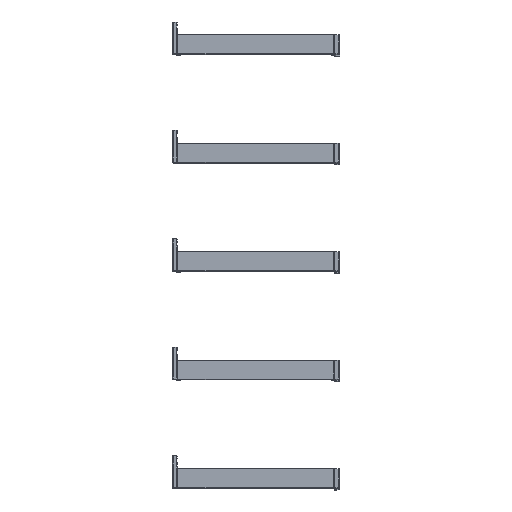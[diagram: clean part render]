
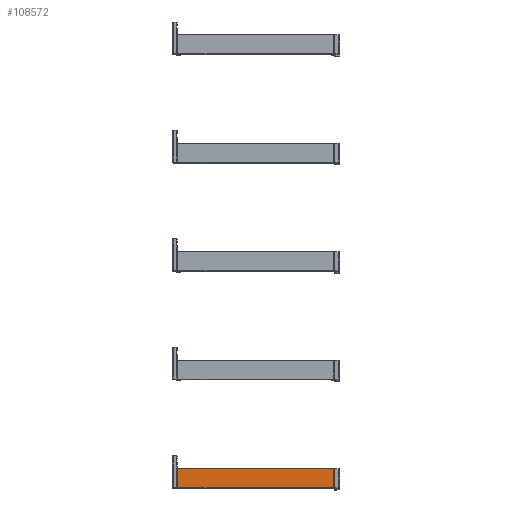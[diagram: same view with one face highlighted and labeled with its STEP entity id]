
A CAD part, left-side view. The second image highlights one B-rep face of the part: STEP entity #108572.
In plain terms, the highlighted planar face has unit normal (-1, 0, 0).
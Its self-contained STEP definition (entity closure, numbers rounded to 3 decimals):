
#1880=PLANE('',#115669);
#6127=FACE_OUTER_BOUND('',#12509,.T.);
#12509=EDGE_LOOP('',(#78636,#78637,#78638,#78639,#78640,#78641));
#19525=LINE('',#160932,#31255);
#19529=LINE('',#160942,#31259);
#20640=LINE('',#165993,#32370);
#20641=LINE('',#165996,#32371);
#31255=VECTOR('',#127591,10.);
#31259=VECTOR('',#127601,10.);
#32370=VECTOR('',#129982,10.);
#32371=VECTOR('',#129985,10.);
#42683=CIRCLE('',#115670,2.5);
#42684=CIRCLE('',#115671,2.5);
#47099=VERTEX_POINT('',#160929);
#47100=VERTEX_POINT('',#160931);
#47103=VERTEX_POINT('',#160940);
#48028=VERTEX_POINT('',#165991);
#48029=VERTEX_POINT('',#165992);
#48030=VERTEX_POINT('',#165995);
#58172=EDGE_CURVE('',#47100,#47099,#19525,.T.);
#58178=EDGE_CURVE('',#47103,#47099,#19529,.T.);
#59537=EDGE_CURVE('',#48028,#48029,#20640,.T.);
#59538=EDGE_CURVE('',#47100,#48029,#42683,.T.);
#59539=EDGE_CURVE('',#47103,#48030,#20641,.T.);
#59540=EDGE_CURVE('',#48028,#48030,#42684,.T.);
#78636=ORIENTED_EDGE('',*,*,#59537,.T.);
#78637=ORIENTED_EDGE('',*,*,#59538,.F.);
#78638=ORIENTED_EDGE('',*,*,#58172,.T.);
#78639=ORIENTED_EDGE('',*,*,#58178,.F.);
#78640=ORIENTED_EDGE('',*,*,#59539,.T.);
#78641=ORIENTED_EDGE('',*,*,#59540,.F.);
#108572=ADVANCED_FACE('',(#6127),#1880,.F.);
#115669=AXIS2_PLACEMENT_3D('',#165990,#129980,#129981);
#115670=AXIS2_PLACEMENT_3D('',#165994,#129983,#129984);
#115671=AXIS2_PLACEMENT_3D('',#165997,#129986,#129987);
#127591=DIRECTION('',(0.,0.,-1.));
#127601=DIRECTION('',(0.,1.,0.));
#129980=DIRECTION('center_axis',(1.,0.,0.));
#129981=DIRECTION('ref_axis',(0.,0.,
-1.));
#129982=DIRECTION('',(0.,1.,0.));
#129983=DIRECTION('center_axis',(1.,0.,0.));
#129984=DIRECTION('ref_axis',(0.,0.707,0.707));
#129985=DIRECTION('',(0.,0.,1.));
#129986=DIRECTION('center_axis',(1.,0.,0.));
#129987=DIRECTION('ref_axis',(0.,-0.707,0.707));
#160929=CARTESIAN_POINT('',(-175.,446.3,4.95));
#160931=CARTESIAN_POINT('',(-175.,446.3,54.95));
#160932=CARTESIAN_POINT('',(-175.,446.3,16.125));
#160940=CARTESIAN_POINT('',(-175.,15.2,4.95));
#160942=CARTESIAN_POINT('',(-175.,230.75,4.95));
#165990=CARTESIAN_POINT('Origin',(-175.,230.75,29.8));
#165991=CARTESIAN_POINT('',(-175.,17.7,57.45));
#165992=CARTESIAN_POINT('',(-175.,443.8,57.45));
#165993=CARTESIAN_POINT('',(-175.,0.,57.45));
#165994=CARTESIAN_POINT('Origin',(-175.,443.8,54.95));
#165995=CARTESIAN_POINT('',(-175.,15.2,54.95));
#165996=CARTESIAN_POINT('',(-175.,15.2,16.125));
#165997=CARTESIAN_POINT('Origin',(-175.,17.7,54.95));
